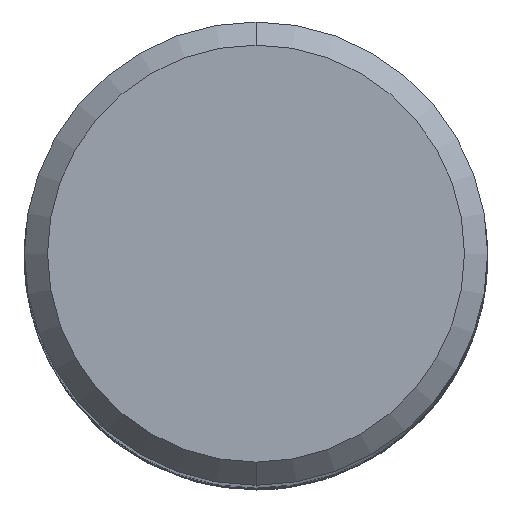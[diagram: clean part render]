
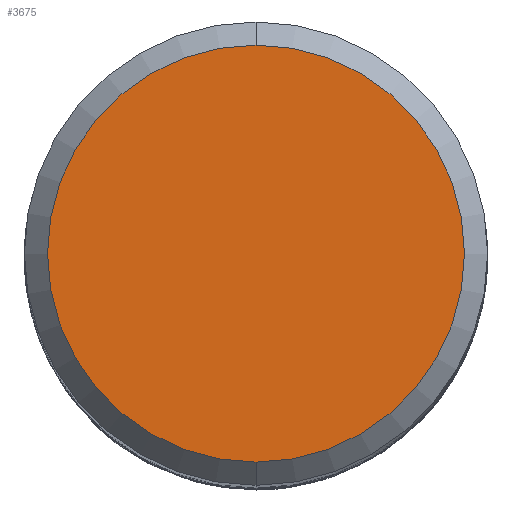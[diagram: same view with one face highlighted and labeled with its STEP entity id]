
A CAD part, top view. The second image highlights one B-rep face of the part: STEP entity #3675.
In plain terms, the highlighted planar face has unit normal (0, 0, 1).
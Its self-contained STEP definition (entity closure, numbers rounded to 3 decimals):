
#1799=VERTEX_POINT('',#4440);
#1973=VERTEX_POINT('',#4623);
#2611=EDGE_CURVE('',#1799,#1973,#5322,.T.);
#2939=EDGE_CURVE('',#1973,#1799,#5678,.T.);
#3675=ADVANCED_FACE('',(#6475),#6476,.T.);
#4440=CARTESIAN_POINT('',(0.,-7.2,0.0));
#4623=CARTESIAN_POINT('',(0.0,7.2,0.0));
#5322=CIRCLE('',#22179,7.2);
#5678=CIRCLE('',#26359,7.2);
#6475=FACE_OUTER_BOUND('',#34897,.T.);
#6476=PLANE('',#34898);
#22179=AXIS2_PLACEMENT_3D('',#39395,#39396,#39397);
#26359=AXIS2_PLACEMENT_3D('',#39795,#39796,#39797);
#34897=EDGE_LOOP('',(#40652,#40653));
#34898=AXIS2_PLACEMENT_3D('',#40654,#40655,#40656);
#39395=CARTESIAN_POINT('',(0.0,0.0,0.0));
#39396=DIRECTION('',(0.0,0.0,-1.0));
#39397=DIRECTION('',(0.0,1.0,0.0));
#39795=CARTESIAN_POINT('',(0.0,0.0,0.0));
#39796=DIRECTION('',(0.0,0.0,-1.0));
#39797=DIRECTION('',(0.0,1.0,0.0));
#40652=ORIENTED_EDGE('',*,*,#2939,.F.);
#40653=ORIENTED_EDGE('',*,*,#2611,.F.);
#40654=CARTESIAN_POINT('',(0.0,3.6,0.0));
#40655=DIRECTION('',(-0.0,0.0,1.0));
#40656=DIRECTION('',(0.0,-1.0,0.0));
